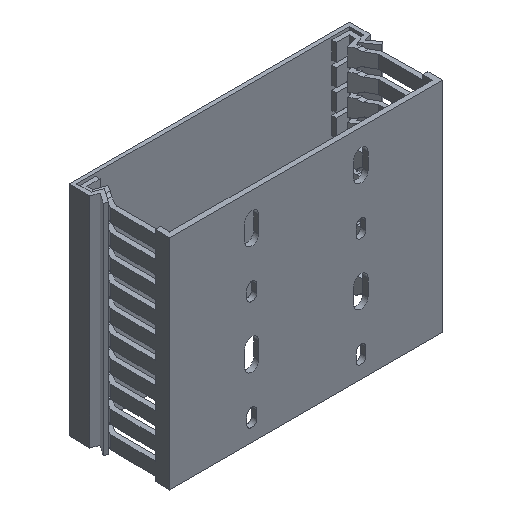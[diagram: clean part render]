
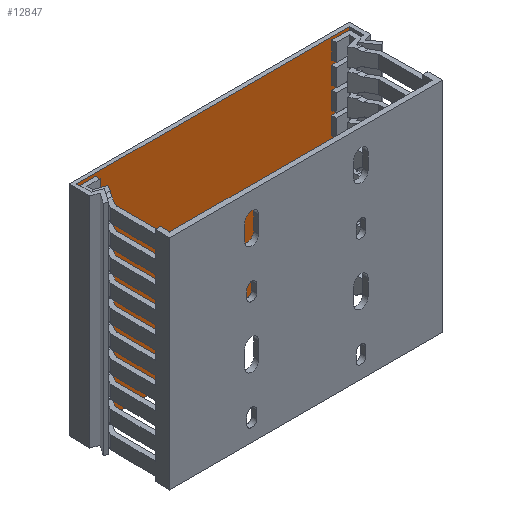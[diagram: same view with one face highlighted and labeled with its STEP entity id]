
A CAD part, isometric view. The second image highlights one B-rep face of the part: STEP entity #12847.
In plain terms, the highlighted planar face has unit normal (0, -1, 0).
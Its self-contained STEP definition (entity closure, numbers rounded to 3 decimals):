
#12478=DIRECTION('',(0.,0.,1.));
#12479=VECTOR('',#12478,100.);
#12480=CARTESIAN_POINT('',(62.4,-1.8,0.));
#12481=LINE('2099',#12480,#12479);
#12490=DIRECTION('',(-1.,0.,0.));
#12491=VECTOR('',#12490,124.8);
#12492=CARTESIAN_POINT('',(62.4,-1.8,0.));
#12493=LINE('2450',#12492,#12491);
#12494=DIRECTION('',(0.,0.,1.));
#12495=VECTOR('',#12494,100.);
#12496=CARTESIAN_POINT('',(-62.4,-1.8,0.));
#12497=LINE('2418',#12496,#12495);
#12498=DIRECTION('',(1.,0.,0.));
#12499=VECTOR('',#12498,124.8);
#12500=CARTESIAN_POINT('',(-62.4,-1.8,100.));
#12501=LINE('2451',#12500,#12499);
#12566=CARTESIAN_POINT('',(62.4,-1.8,0.));
#12567=CARTESIAN_POINT('',(62.4,-1.8,100.));
#12568=VERTEX_POINT('',#12566);
#12569=VERTEX_POINT('',#12567);
#12570=CARTESIAN_POINT('',(-62.4,-1.8,0.));
#12571=CARTESIAN_POINT('',(-62.4,-1.8,100.));
#12572=VERTEX_POINT('',#12570);
#12573=VERTEX_POINT('',#12571);
#12835=CARTESIAN_POINT('',(-60.9,-1.8,0.));
#12836=DIRECTION('',(0.,-1.,0.));
#12837=DIRECTION('',(1.,0.,0.));
#12838=AXIS2_PLACEMENT_3D('',#12835,#12836,#12837);
#12839=PLANE('510',#12838);
#12840=ORIENTED_EDGE('2450',*,*,#12611,.T.);
#12842=ORIENTED_EDGE('2418',*,*,#12841,.T.);
#12843=ORIENTED_EDGE('2451',*,*,#12707,.T.);
#12844=ORIENTED_EDGE('2099',*,*,#12828,.F.);
#12845=EDGE_LOOP('510',(#12840,#12842,#12843,#12844));
#12846=FACE_OUTER_BOUND('510',#12845,.F.);
#12847=ADVANCED_FACE('510',(#12846),#12839,.T.);
#12611=EDGE_CURVE('2450',#12568,#12572,#12493,.T.);
#12707=EDGE_CURVE('2451',#12573,#12569,#12501,.T.);
#12828=EDGE_CURVE('2099',#12568,#12569,#12481,.T.);
#12841=EDGE_CURVE('2418',#12572,#12573,#12497,.T.);
